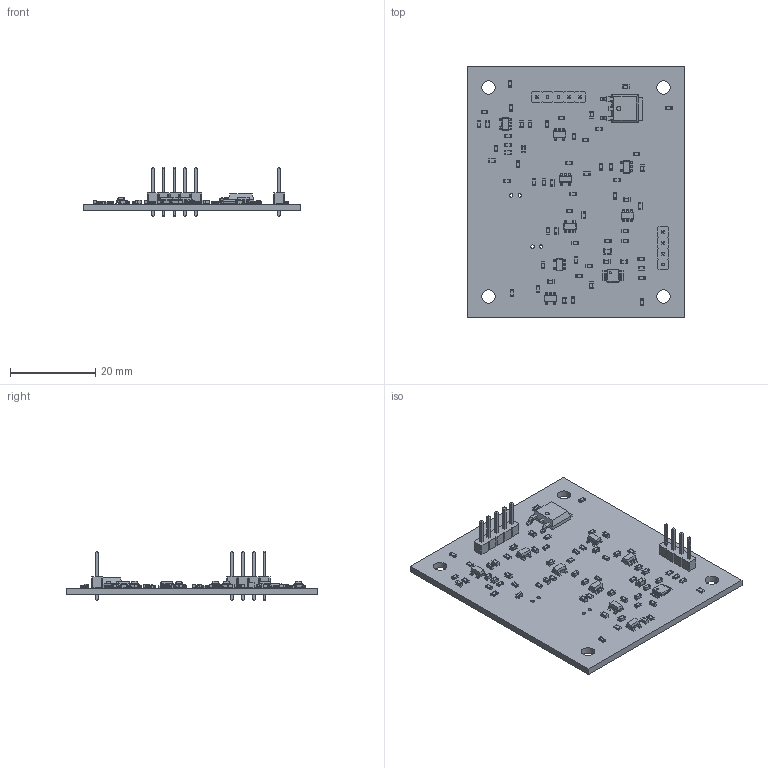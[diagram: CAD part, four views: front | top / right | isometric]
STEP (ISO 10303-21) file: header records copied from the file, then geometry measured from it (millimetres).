
FILE_DESCRIPTION(('KiCad electronic assembly'),'2;1');
FILE_NAME('plaqchek_sipm_sens.step','2025-01-15T19:51:29',('Pcbnew'),( 'Kicad'),'Open CASCADE STEP processor 7.6','KiCad to STEP converter' ,'Unknown');
FILE_SCHEMA(('AUTOMOTIVE_DESIGN { 1 0 10303 214 1 1 1 1 }'));
Length unit declared in the file: millimetre
Products named in the file (20): plaqchek_sipm_sens 1; C_0603_1608Metric; SOLID; R_0603_1608Metric; SOT-23-5; PinHeader_1x04_P2.54mm_Vertical; TO-252-2; COMPOUND; PinHeader_1x05_P2.54mm_Vertical; SOT-23-6; MSOP-10_3x3mm_P0.5mm; C_0805_2012Metric; plaqchek_sipm_sens PCB
Assembly tree (84 placements, depth 3):
  plaqchek_sipm_sens 1
    C_0603_1608Metric  x30
      SOLID
    R_0603_1608Metric  x31
      SOLID
    SOT-23-5  x7
      SOLID
    PinHeader_1x04_P2.54mm_Vertical
      SOLID
    TO-252-2
      COMPOUND
    PinHeader_1x05_P2.54mm_Vertical
      SOLID
    SOT-23-6
      SOLID
    MSOP-10_3x3mm_P0.5mm
      SOLID
    C_0805_2012Metric
      SOLID
    plaqchek_sipm_sens PCB
Bounding box: 51 x 59 x 11.54 mm (x, y, z)
Volume: 5072.3 mm3; surface area: 7688.6 mm2
Topology: 79 solids, 79 shells, 3077 faces, 7885 edges, 5048 vertices
Faces by surface type: plane 1955, cylinder 855, bspline 267
Full cylindrical faces by diameter (mm): 0.5 x1, 0.8 x4, 1 x10, 3.2 x4
Entity records: 58156 total; most frequent: CARTESIAN_POINT 10377, DIRECTION 7781, LINE 5416, VECTOR 5416, ORIENTED_EDGE 4190, PCURVE 4190, DEFINITIONAL_REPRESENTATION 4190, EDGE_CURVE 2095
